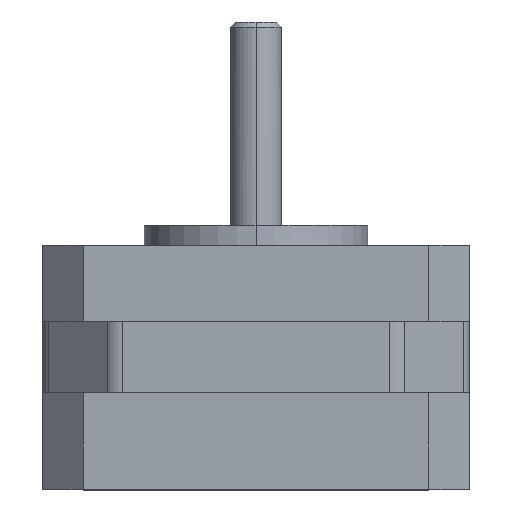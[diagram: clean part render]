
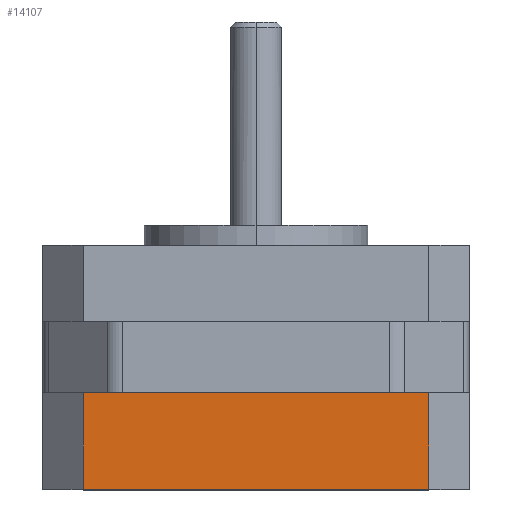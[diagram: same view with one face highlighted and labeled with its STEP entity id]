
A CAD part, top view. The second image highlights one B-rep face of the part: STEP entity #14107.
In plain terms, the highlighted planar face has unit normal (0, 0, 1).
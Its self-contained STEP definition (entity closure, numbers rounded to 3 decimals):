
#7771 = PLANE('',#7772);
#7772 = AXIS2_PLACEMENT_3D('',#7773,#7774,#7775);
#7773 = CARTESIAN_POINT('',(0.,0.,0.));
#7774 = DIRECTION('',(0.,-1.,0.));
#7775 = DIRECTION('',(0.,0.,-1.));
#13382 = VERTEX_POINT('',#13383);
#13383 = CARTESIAN_POINT('',(-17.,9.5,21.));
#13390 = PLANE('',#13391);
#13391 = AXIS2_PLACEMENT_3D('',#13392,#13393,#13394);
#13392 = CARTESIAN_POINT('',(-17.,9.5,21.));
#13393 = DIRECTION('',(0.707,0.,-0.707));
#13394 = DIRECTION('',(0.,-1.,0.));
#13402 = PLANE('',#13403);
#13403 = AXIS2_PLACEMENT_3D('',#13404,#13405,#13406);
#13404 = CARTESIAN_POINT('',(0.,9.5,0.));
#13405 = DIRECTION('',(0.,-1.,0.));
#13406 = DIRECTION('',(0.,0.,-1.));
#13443 = VERTEX_POINT('',#13444);
#13444 = CARTESIAN_POINT('',(-17.,0.,21.));
#13465 = EDGE_CURVE('',#13382,#13443,#13466,.T.);
#13466 = SURFACE_CURVE('',#13467,(#13471,#13478),.PCURVE_S1.);
#13467 = LINE('',#13468,#13469);
#13468 = CARTESIAN_POINT('',(-17.,9.5,21.));
#13469 = VECTOR('',#13470,1.);
#13470 = DIRECTION('',(0.,-1.,0.));
#13471 = PCURVE('',#13390,#13472);
#13472 = DEFINITIONAL_REPRESENTATION('',(#13473),#13477);
#13473 = LINE('',#13474,#13475);
#13474 = CARTESIAN_POINT('',(0.,-0.));
#13475 = VECTOR('',#13476,1.);
#13476 = DIRECTION('',(1.,0.));
#13477 = ( GEOMETRIC_REPRESENTATION_CONTEXT(2) 
PARAMETRIC_REPRESENTATION_CONTEXT() REPRESENTATION_CONTEXT('2D SPACE',''
  ) );
#13478 = PCURVE('',#13479,#13484);
#13479 = PLANE('',#13480);
#13480 = AXIS2_PLACEMENT_3D('',#13481,#13482,#13483);
#13481 = CARTESIAN_POINT('',(-21.,9.5,21.));
#13482 = DIRECTION('',(0.,0.,-1.));
#13483 = DIRECTION('',(0.,-1.,0.));
#13484 = DEFINITIONAL_REPRESENTATION('',(#13485),#13489);
#13485 = LINE('',#13486,#13487);
#13486 = CARTESIAN_POINT('',(0.,-4.));
#13487 = VECTOR('',#13488,1.);
#13488 = DIRECTION('',(1.,0.));
#13489 = ( GEOMETRIC_REPRESENTATION_CONTEXT(2) 
PARAMETRIC_REPRESENTATION_CONTEXT() REPRESENTATION_CONTEXT('2D SPACE',''
  ) );
#13495 = VERTEX_POINT('',#13496);
#13496 = CARTESIAN_POINT('',(17.,9.5,21.));
#13505 = PLANE('',#13506);
#13506 = AXIS2_PLACEMENT_3D('',#13507,#13508,#13509);
#13507 = CARTESIAN_POINT('',(21.,9.5,17.));
#13508 = DIRECTION('',(-0.707,0.,-0.707));
#13509 = DIRECTION('',(-0.707,0.,0.707));
#13524 = EDGE_CURVE('',#13525,#13495,#13527,.T.);
#13525 = VERTEX_POINT('',#13526);
#13526 = CARTESIAN_POINT('',(17.,0.,21.));
#13527 = SURFACE_CURVE('',#13528,(#13532,#13539),.PCURVE_S1.);
#13528 = LINE('',#13529,#13530);
#13529 = CARTESIAN_POINT('',(17.,9.5,21.));
#13530 = VECTOR('',#13531,1.);
#13531 = DIRECTION('',(0.,1.,0.));
#13532 = PCURVE('',#13505,#13533);
#13533 = DEFINITIONAL_REPRESENTATION('',(#13534),#13538);
#13534 = LINE('',#13535,#13536);
#13535 = CARTESIAN_POINT('',(5.657,0.));
#13536 = VECTOR('',#13537,1.);
#13537 = DIRECTION('',(0.,1.));
#13538 = ( GEOMETRIC_REPRESENTATION_CONTEXT(2) 
PARAMETRIC_REPRESENTATION_CONTEXT() REPRESENTATION_CONTEXT('2D SPACE',''
  ) );
#13539 = PCURVE('',#13479,#13540);
#13540 = DEFINITIONAL_REPRESENTATION('',(#13541),#13545);
#13541 = LINE('',#13542,#13543);
#13542 = CARTESIAN_POINT('',(0.,-38.));
#13543 = VECTOR('',#13544,1.);
#13544 = DIRECTION('',(-1.,-0.));
#13545 = ( GEOMETRIC_REPRESENTATION_CONTEXT(2) 
PARAMETRIC_REPRESENTATION_CONTEXT() REPRESENTATION_CONTEXT('2D SPACE',''
  ) );
#13995 = EDGE_CURVE('',#13443,#13525,#13996,.T.);
#13996 = SURFACE_CURVE('',#13997,(#14001,#14008),.PCURVE_S1.);
#13997 = LINE('',#13998,#13999);
#13998 = CARTESIAN_POINT('',(-21.,0.,21.));
#13999 = VECTOR('',#14000,1.);
#14000 = DIRECTION('',(1.,0.,0.));
#14001 = PCURVE('',#7771,#14002);
#14002 = DEFINITIONAL_REPRESENTATION('',(#14003),#14007);
#14003 = LINE('',#14004,#14005);
#14004 = CARTESIAN_POINT('',(-21.,-21.));
#14005 = VECTOR('',#14006,1.);
#14006 = DIRECTION('',(0.,1.));
#14007 = ( GEOMETRIC_REPRESENTATION_CONTEXT(2) 
PARAMETRIC_REPRESENTATION_CONTEXT() REPRESENTATION_CONTEXT('2D SPACE',''
  ) );
#14008 = PCURVE('',#13479,#14009);
#14009 = DEFINITIONAL_REPRESENTATION('',(#14010),#14014);
#14010 = LINE('',#14011,#14012);
#14011 = CARTESIAN_POINT('',(9.5,0.));
#14012 = VECTOR('',#14013,1.);
#14013 = DIRECTION('',(0.,-1.));
#14014 = ( GEOMETRIC_REPRESENTATION_CONTEXT(2) 
PARAMETRIC_REPRESENTATION_CONTEXT() REPRESENTATION_CONTEXT('2D SPACE',''
  ) );
#14064 = EDGE_CURVE('',#13382,#13495,#14065,.T.);
#14065 = SURFACE_CURVE('',#14066,(#14070,#14077),.PCURVE_S1.);
#14066 = LINE('',#14067,#14068);
#14067 = CARTESIAN_POINT('',(-21.,9.5,21.));
#14068 = VECTOR('',#14069,1.);
#14069 = DIRECTION('',(1.,0.,0.));
#14070 = PCURVE('',#13402,#14071);
#14071 = DEFINITIONAL_REPRESENTATION('',(#14072),#14076);
#14072 = LINE('',#14073,#14074);
#14073 = CARTESIAN_POINT('',(-21.,-21.));
#14074 = VECTOR('',#14075,1.);
#14075 = DIRECTION('',(0.,1.));
#14076 = ( GEOMETRIC_REPRESENTATION_CONTEXT(2) 
PARAMETRIC_REPRESENTATION_CONTEXT() REPRESENTATION_CONTEXT('2D SPACE',''
  ) );
#14077 = PCURVE('',#13479,#14078);
#14078 = DEFINITIONAL_REPRESENTATION('',(#14079),#14083);
#14079 = LINE('',#14080,#14081);
#14080 = CARTESIAN_POINT('',(0.,-0.));
#14081 = VECTOR('',#14082,1.);
#14082 = DIRECTION('',(0.,-1.));
#14083 = ( GEOMETRIC_REPRESENTATION_CONTEXT(2) 
PARAMETRIC_REPRESENTATION_CONTEXT() REPRESENTATION_CONTEXT('2D SPACE',''
  ) );
#14107 = ADVANCED_FACE('',(#14108),#13479,.F.);
#14108 = FACE_BOUND('',#14109,.T.);
#14109 = EDGE_LOOP('',(#14110,#14111,#14112,#14113));
#14110 = ORIENTED_EDGE('',*,*,#13995,.T.);
#14111 = ORIENTED_EDGE('',*,*,#13524,.T.);
#14112 = ORIENTED_EDGE('',*,*,#14064,.F.);
#14113 = ORIENTED_EDGE('',*,*,#13465,.T.);
